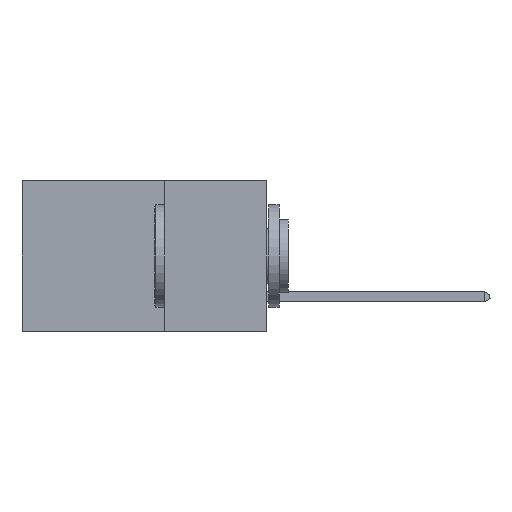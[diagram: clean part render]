
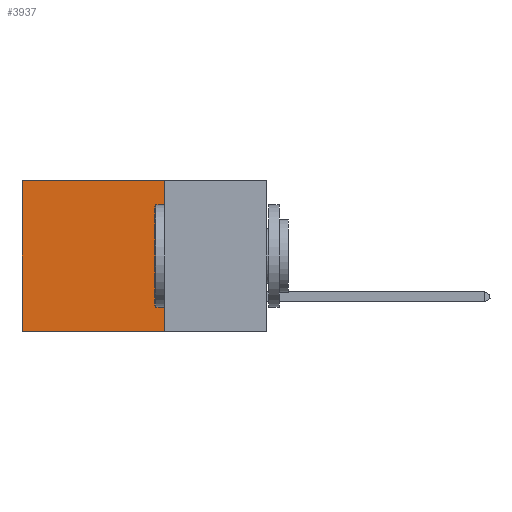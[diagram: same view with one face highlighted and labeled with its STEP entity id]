
A CAD part, left-side view. The second image highlights one B-rep face of the part: STEP entity #3937.
In plain terms, the highlighted planar face has unit normal (-1, 0, 0).
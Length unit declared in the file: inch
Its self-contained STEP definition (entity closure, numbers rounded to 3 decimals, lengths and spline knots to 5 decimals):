
#822 = LINE ( 'NONE', #24595, #14854 ) ;
#1897 = ORIENTED_EDGE ( 'NONE', *, *, #22311, .F. ) ;
#3266 = DIRECTION ( 'NONE',  ( 0., 0., -1. ) ) ;
#3486 = DIRECTION ( 'NONE',  ( 1., 0., 0. ) ) ;
#3897 = ORIENTED_EDGE ( 'NONE', *, *, #22495, .T. ) ;
#3937 = ADVANCED_FACE ( 'NONE', ( #25797 ), #5719, .F. ) ;
#5489 = DIRECTION ( 'NONE',  ( 0., 1., 0. ) ) ;
#5719 = PLANE ( 'NONE',  #30014 ) ;
#6728 = VERTEX_POINT ( 'NONE', #6762 ) ;
#6762 = CARTESIAN_POINT ( 'NONE',  ( 0.2875, 0.25, -0.37 ) ) ;
#8947 = VERTEX_POINT ( 'NONE', #10862 ) ;
#10862 = CARTESIAN_POINT ( 'NONE',  ( 0.2875, 0.6, 0. ) ) ;
#11995 = EDGE_CURVE ( 'NONE', #26624, #8947, #822, .T. ) ;
#12765 = VECTOR ( 'NONE', #30409, 39.37008 ) ;
#13690 = CARTESIAN_POINT ( 'NONE',  ( 0.2875, 0.25, 0. ) ) ;
#14228 = LINE ( 'NONE', #22668, #14978 ) ;
#14854 = VECTOR ( 'NONE', #5489, 39.37008 ) ;
#14941 = VERTEX_POINT ( 'NONE', #15851 ) ;
#14978 = VECTOR ( 'NONE', #18280, 39.37008 ) ;
#15684 = EDGE_CURVE ( 'NONE', #6728, #14941, #28530, .T. ) ;
#15774 = VECTOR ( 'NONE', #18782, 39.37008 ) ;
#15851 = CARTESIAN_POINT ( 'NONE',  ( 0.2875, 0.6, -0.37 ) ) ;
#16084 = CARTESIAN_POINT ( 'NONE',  ( 0.2875, 0.25, -0.37 ) ) ;
#18280 = DIRECTION ( 'NONE',  ( 0., 0., -1. ) ) ;
#18782 = DIRECTION ( 'NONE',  ( 0., 0., -1. ) ) ;
#22311 = EDGE_CURVE ( 'NONE', #26624, #6728, #23789, .T. ) ;
#22344 = ORIENTED_EDGE ( 'NONE', *, *, #11995, .T. ) ;
#22495 = EDGE_CURVE ( 'NONE', #8947, #14941, #14228, .T. ) ;
#22668 = CARTESIAN_POINT ( 'NONE',  ( 0.2875, 0.6, 0. ) ) ;
#23548 = CARTESIAN_POINT ( 'NONE',  ( 0.2875, 0.25, 0. ) ) ;
#23789 = LINE ( 'NONE', #23548, #15774 ) ;
#24595 = CARTESIAN_POINT ( 'NONE',  ( 0.2875, 0.25, 0. ) ) ;
#24664 = ORIENTED_EDGE ( 'NONE', *, *, #15684, .F. ) ;
#24844 = CARTESIAN_POINT ( 'NONE',  ( 0.2875, 0.25, 0. ) ) ;
#25797 = FACE_OUTER_BOUND ( 'NONE', #26176, .T. ) ;
#26176 = EDGE_LOOP ( 'NONE', ( #3897, #24664, #1897, #22344 ) ) ;
#26624 = VERTEX_POINT ( 'NONE', #13690 ) ;
#28530 = LINE ( 'NONE', #16084, #12765 ) ;
#30014 = AXIS2_PLACEMENT_3D ( 'NONE', #24844, #3486, #3266 ) ;
#30409 = DIRECTION ( 'NONE',  ( 0., 1., 0. ) ) ;
